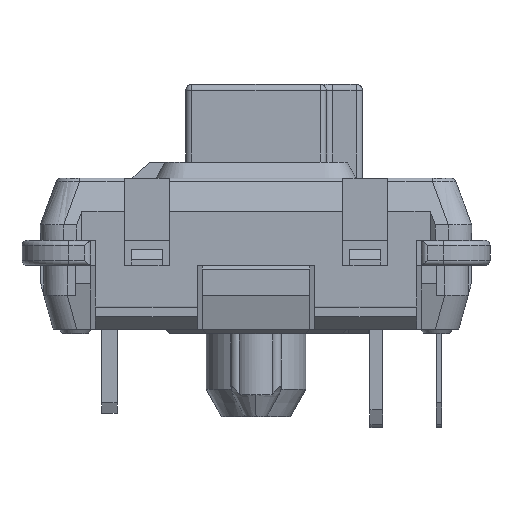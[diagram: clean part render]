
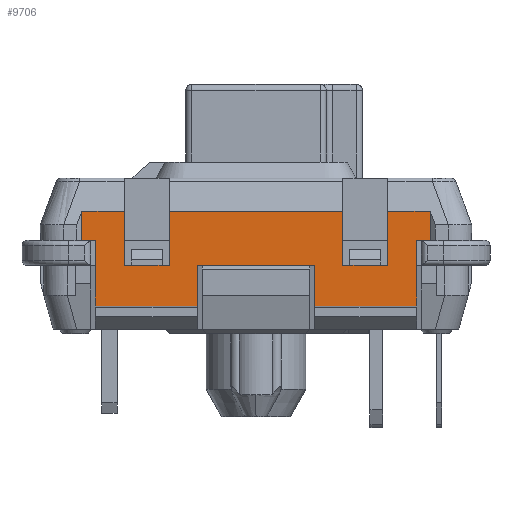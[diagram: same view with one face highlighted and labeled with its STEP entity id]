
A CAD part, left-side view. The second image highlights one B-rep face of the part: STEP entity #9706.
In plain terms, the highlighted planar face has unit normal (-1, 0, 0).
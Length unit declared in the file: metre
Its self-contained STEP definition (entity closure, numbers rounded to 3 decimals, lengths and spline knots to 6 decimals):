
#2838=ORIENTED_EDGE('',*,*,#4569,.F.);
#2839=ORIENTED_EDGE('',*,*,#4564,.F.);
#2840=ORIENTED_EDGE('',*,*,#4536,.T.);
#2841=ORIENTED_EDGE('',*,*,#4570,.F.);
#2842=ORIENTED_EDGE('',*,*,#4571,.T.);
#2843=ORIENTED_EDGE('',*,*,#4572,.F.);
#2844=ORIENTED_EDGE('',*,*,#4573,.F.);
#2845=ORIENTED_EDGE('',*,*,#4574,.F.);
#2846=ORIENTED_EDGE('',*,*,#4575,.T.);
#2847=ORIENTED_EDGE('',*,*,#4576,.F.);
#2848=ORIENTED_EDGE('',*,*,#4577,.F.);
#2849=ORIENTED_EDGE('',*,*,#4578,.F.);
#2850=ORIENTED_EDGE('',*,*,#4393,.T.);
#2851=ORIENTED_EDGE('',*,*,#4579,.F.);
#2852=ORIENTED_EDGE('',*,*,#4523,.T.);
#2853=ORIENTED_EDGE('',*,*,#4287,.F.);
#2854=ORIENTED_EDGE('',*,*,#4560,.F.);
#2855=ORIENTED_EDGE('',*,*,#4580,.F.);
#2856=ORIENTED_EDGE('',*,*,#4581,.T.);
#2857=ORIENTED_EDGE('',*,*,#4582,.F.);
#4287=EDGE_CURVE('',#5374,#5375,#6336,.T.);
#4393=EDGE_CURVE('',#5456,#5455,#6422,.T.);
#4523=EDGE_CURVE('',#5533,#5375,#6532,.T.);
#4536=EDGE_CURVE('',#5541,#5540,#6545,.T.);
#4560=EDGE_CURVE('',#5558,#5374,#6569,.T.);
#4564=EDGE_CURVE('',#5541,#5560,#6573,.T.);
#4569=EDGE_CURVE('',#5560,#5562,#6578,.T.);
#4570=EDGE_CURVE('',#5563,#5540,#6579,.T.);
#4571=EDGE_CURVE('',#5563,#5564,#6580,.T.);
#4572=EDGE_CURVE('',#5565,#5564,#6581,.T.);
#4573=EDGE_CURVE('',#5566,#5565,#6582,.T.);
#4574=EDGE_CURVE('',#5567,#5566,#6583,.T.);
#4575=EDGE_CURVE('',#5567,#5568,#6584,.T.);
#4576=EDGE_CURVE('',#5569,#5568,#6585,.T.);
#4577=EDGE_CURVE('',#5570,#5569,#6586,.T.);
#4578=EDGE_CURVE('',#5456,#5570,#6587,.T.);
#4579=EDGE_CURVE('',#5533,#5455,#6588,.T.);
#4580=EDGE_CURVE('',#5571,#5558,#6589,.T.);
#4581=EDGE_CURVE('',#5571,#5572,#6590,.T.);
#4582=EDGE_CURVE('',#5562,#5572,#6591,.T.);
#5374=VERTEX_POINT('',#15629);
#5375=VERTEX_POINT('',#15630);
#5455=VERTEX_POINT('',#15982);
#5456=VERTEX_POINT('',#15984);
#5533=VERTEX_POINT('',#16244);
#5540=VERTEX_POINT('',#16263);
#5541=VERTEX_POINT('',#16265);
#5558=VERTEX_POINT('',#16309);
#5560=VERTEX_POINT('',#16317);
#5562=VERTEX_POINT('',#16327);
#5563=VERTEX_POINT('',#16329);
#5564=VERTEX_POINT('',#16331);
#5565=VERTEX_POINT('',#16333);
#5566=VERTEX_POINT('',#16335);
#5567=VERTEX_POINT('',#16337);
#5568=VERTEX_POINT('',#16339);
#5569=VERTEX_POINT('',#16341);
#5570=VERTEX_POINT('',#16343);
#5571=VERTEX_POINT('',#16347);
#5572=VERTEX_POINT('',#16349);
#6336=LINE('',#15628,#7422);
#6422=LINE('',#15983,#7508);
#6532=LINE('',#16243,#7618);
#6545=LINE('',#16264,#7631);
#6569=LINE('',#16310,#7655);
#6573=LINE('',#16316,#7659);
#6578=LINE('',#16326,#7664);
#6579=LINE('',#16328,#7665);
#6580=LINE('',#16330,#7666);
#6581=LINE('',#16332,#7667);
#6582=LINE('',#16334,#7668);
#6583=LINE('',#16336,#7669);
#6584=LINE('',#16338,#7670);
#6585=LINE('',#16340,#7671);
#6586=LINE('',#16342,#7672);
#6587=LINE('',#16344,#7673);
#6588=LINE('',#16345,#7674);
#6589=LINE('',#16346,#7675);
#6590=LINE('',#16348,#7676);
#6591=LINE('',#16350,#7677);
#7422=VECTOR('',#12390,1.);
#7508=VECTOR('',#12538,1.);
#7618=VECTOR('',#12794,1.);
#7631=VECTOR('',#12807,1.);
#7655=VECTOR('',#12839,1.);
#7659=VECTOR('',#12845,1.);
#7664=VECTOR('',#12856,1.);
#7665=VECTOR('',#12857,1.);
#7666=VECTOR('',#12858,1.);
#7667=VECTOR('',#12859,1.);
#7668=VECTOR('',#12860,1.);
#7669=VECTOR('',#12861,1.);
#7670=VECTOR('',#12862,1.);
#7671=VECTOR('',#12863,1.);
#7672=VECTOR('',#12864,1.);
#7673=VECTOR('',#12865,1.);
#7674=VECTOR('',#12866,1.);
#7675=VECTOR('',#12867,1.);
#7676=VECTOR('',#12868,1.);
#7677=VECTOR('',#12869,1.);
#8263=EDGE_LOOP('',(#2838,#2839,#2840,#2841,#2842,#2843,#2844,#2845,#2846,
#2847,#2848,#2849,#2850,#2851,#2852,#2853,#2854,#2855,#2856,#2857));
#8818=FACE_BOUND('',#8263,.T.);
#9194=PLANE('',#10539);
#9706=ADVANCED_FACE('',(#8818),#9194,.T.);
#10539=AXIS2_PLACEMENT_3D('',#16325,#12854,#12855);
#12390=DIRECTION('',(0.,0.,1.));
#12538=DIRECTION('',(0.,1.,0.));
#12794=DIRECTION('',(0.,-1.,0.));
#12807=DIRECTION('',(0.,-1.,0.));
#12839=DIRECTION('',(0.,1.,0.));
#12845=DIRECTION('',(0.,0.,-1.));
#12854=DIRECTION('',(-1.,0.,0.));
#12855=DIRECTION('',(0.,0.,1.));
#12856=DIRECTION('',(0.,1.,0.));
#12857=DIRECTION('',(0.,0.,-1.));
#12858=DIRECTION('',(0.,1.,0.));
#12859=DIRECTION('',(0.,0.,1.));
#12860=DIRECTION('',(0.,-1.,0.));
#12861=DIRECTION('',(0.,0.,-1.));
#12862=DIRECTION('',(0.,1.,0.));
#12863=DIRECTION('',(0.,0.,1.));
#12864=DIRECTION('',(0.,-1.,0.));
#12865=DIRECTION('',(0.,0.,-1.));
#12866=DIRECTION('',(0.,0.,1.));
#12867=DIRECTION('',(0.,0.,-1.));
#12868=DIRECTION('',(0.,-1.,0.));
#12869=DIRECTION('',(0.,0.,1.));
#15628=CARTESIAN_POINT('',(-0.006749,0.005145,0.0008));
#15629=CARTESIAN_POINT('',(-0.006749,0.005145,-0.001304));
#15630=CARTESIAN_POINT('',(-0.006749,0.005145,0.0008));
#15982=CARTESIAN_POINT('',(-0.006749,0.005582,0.001742));
#15983=CARTESIAN_POINT('',(-0.006749,0.004902,0.001742));
#15984=CARTESIAN_POINT('',(-0.006749,0.004222,0.001742));
#16243=CARTESIAN_POINT('',(-0.006749,0.005582,0.0008));
#16244=CARTESIAN_POINT('',(-0.006749,0.005582,0.0008));
#16263=CARTESIAN_POINT('',(-0.006749,-0.005582,0.0008));
#16264=CARTESIAN_POINT('',(-0.006749,0.005582,0.0008));
#16265=CARTESIAN_POINT('',(-0.006749,-0.005145,0.0008));
#16309=CARTESIAN_POINT('',(-0.006749,0.001878,-0.001304));
#16310=CARTESIAN_POINT('',(-0.006749,0.005582,-0.001304));
#16316=CARTESIAN_POINT('',(-0.006749,-0.005145,-0.002054));
#16317=CARTESIAN_POINT('',(-0.006749,-0.005145,-0.001304));
#16325=CARTESIAN_POINT('',(-0.006749,0.005582,0.001742));
#16326=CARTESIAN_POINT('',(-0.006749,0.005582,-0.001304));
#16327=CARTESIAN_POINT('',(-0.006749,-0.001878,-0.001304));
#16328=CARTESIAN_POINT('',(-0.006749,-0.005582,0.001742));
#16329=CARTESIAN_POINT('',(-0.006749,-0.005582,0.001742));
#16330=CARTESIAN_POINT('',(-0.006749,-0.004902,0.001742));
#16331=CARTESIAN_POINT('',(-0.006749,-0.004222,0.001742));
#16332=CARTESIAN_POINT('',(-0.006749,-0.004222,0.0028));
#16333=CARTESIAN_POINT('',(-0.006749,-0.004222,0.));
#16334=CARTESIAN_POINT('',(-0.006749,0.001878,0.));
#16335=CARTESIAN_POINT('',(-0.006749,-0.002781,0.));
#16336=CARTESIAN_POINT('',(-0.006749,-0.002781,0.0028));
#16337=CARTESIAN_POINT('',(-0.006749,-0.002781,0.001742));
#16338=CARTESIAN_POINT('',(-0.006749,0.,0.001742));
#16339=CARTESIAN_POINT('',(-0.006749,0.002781,0.001742));
#16340=CARTESIAN_POINT('',(-0.006749,0.002781,0.0028));
#16341=CARTESIAN_POINT('',(-0.006749,0.002781,0.));
#16342=CARTESIAN_POINT('',(-0.006749,0.001878,0.));
#16343=CARTESIAN_POINT('',(-0.006749,0.004222,0.));
#16344=CARTESIAN_POINT('',(-0.006749,0.004222,0.0028));
#16345=CARTESIAN_POINT('',(-0.006749,0.005582,0.001742));
#16346=CARTESIAN_POINT('',(-0.006749,0.001878,0.));
#16347=CARTESIAN_POINT('',(-0.006749,0.001878,0.));
#16348=CARTESIAN_POINT('',(-0.006749,0.005582,0.));
#16349=CARTESIAN_POINT('',(-0.006749,-0.001878,0.));
#16350=CARTESIAN_POINT('',(-0.006749,-0.001878,0.));
